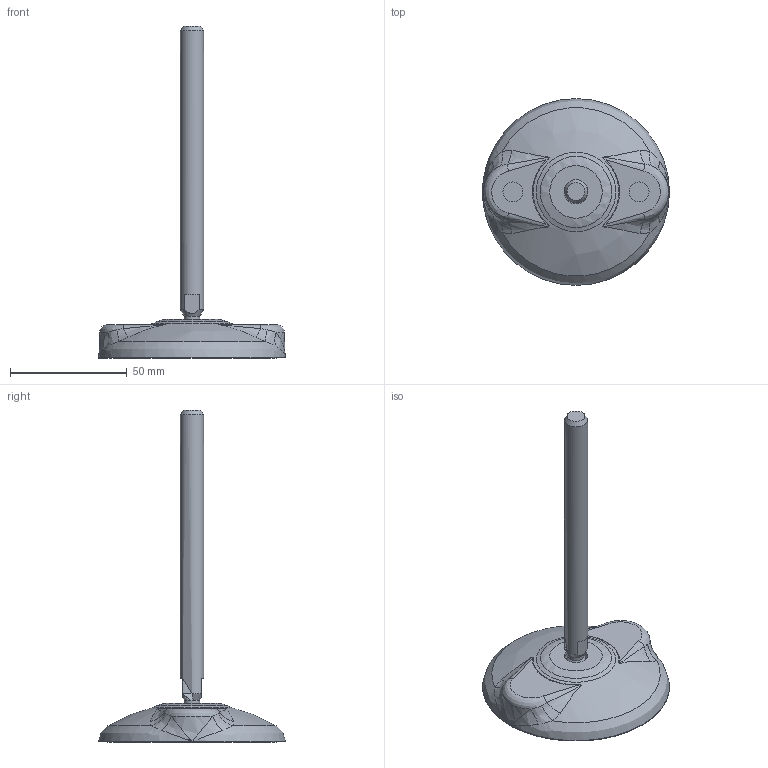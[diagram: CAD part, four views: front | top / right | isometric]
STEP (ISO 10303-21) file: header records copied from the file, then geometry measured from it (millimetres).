
FILE_DESCRIPTION(('STEP AP203'),'2;1');
FILE_NAME('16.013.00.stp','2011-03-21T15:55:24',(''),(''),'2009.3.110','THINKDESIGN','');
FILE_SCHEMA(('CONFIG_CONTROL_DESIGN'));
Length unit declared in the file: millimetre
Bounding box: 80.01 x 80.01 x 142.19 mm (x, y, z)
Volume: 52948.4 mm3; surface area: 17518.2 mm2
Topology: 2 solids, 2 shells, 58 faces, 154 edges, 96 vertices
Faces by surface type: bspline 38, plane 15, cylinder 5
Full cylindrical faces by diameter (mm): 6.8 x1, 10.1 x1, 18 x1, 72.01 x1
Entity records: 4248 total; most frequent: CARTESIAN_POINT 3008, ORIENTED_EDGE 290, DIRECTION 176, EDGE_CURVE 145, VERTEX_POINT 96, AXIS2_PLACEMENT_3D 78, EDGE_LOOP 63, CIRCLE 58
